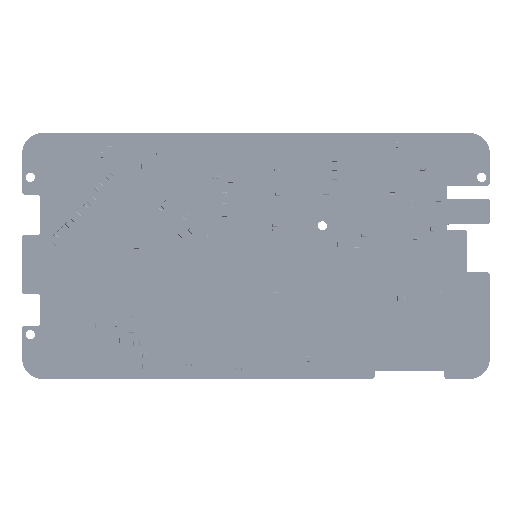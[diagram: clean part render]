
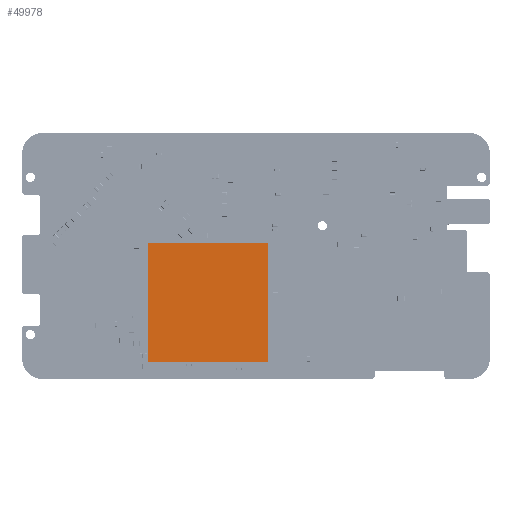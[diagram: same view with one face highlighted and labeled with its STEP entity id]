
A CAD part, top view. The second image highlights one B-rep face of the part: STEP entity #49978.
In plain terms, the highlighted planar face has unit normal (0, 0, 1).
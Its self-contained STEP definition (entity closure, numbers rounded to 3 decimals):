
#49664 = VERTEX_POINT('',#49665);
#49665 = CARTESIAN_POINT('',(-11.702,11.702,1.6));
#49672 = PLANE('',#49673);
#49673 = AXIS2_PLACEMENT_3D('',#49674,#49675,#49676);
#49674 = CARTESIAN_POINT('',(-11.702,11.702,0.));
#49675 = DIRECTION('',(0.,1.,0.));
#49676 = DIRECTION('',(1.,0.,0.));
#49684 = PLANE('',#49685);
#49685 = AXIS2_PLACEMENT_3D('',#49686,#49687,#49688);
#49686 = CARTESIAN_POINT('',(-11.702,-11.702,0.));
#49687 = DIRECTION('',(-1.,0.,0.));
#49688 = DIRECTION('',(0.,1.,0.));
#49696 = EDGE_CURVE('',#49664,#49697,#49699,.T.);
#49697 = VERTEX_POINT('',#49698);
#49698 = CARTESIAN_POINT('',(11.702,11.702,1.6));
#49699 = SURFACE_CURVE('',#49700,(#49704,#49711),.PCURVE_S1.);
#49700 = LINE('',#49701,#49702);
#49701 = CARTESIAN_POINT('',(-11.702,11.702,1.6));
#49702 = VECTOR('',#49703,1.);
#49703 = DIRECTION('',(1.,0.,0.));
#49704 = PCURVE('',#49672,#49705);
#49705 = DEFINITIONAL_REPRESENTATION('',(#49706),#49710);
#49706 = LINE('',#49707,#49708);
#49707 = CARTESIAN_POINT('',(0.,-1.6));
#49708 = VECTOR('',#49709,1.);
#49709 = DIRECTION('',(1.,0.));
#49710 = ( GEOMETRIC_REPRESENTATION_CONTEXT(2) 
PARAMETRIC_REPRESENTATION_CONTEXT() REPRESENTATION_CONTEXT('2D SPACE',''
  ) );
#49711 = PCURVE('',#49712,#49717);
#49712 = PLANE('',#49713);
#49713 = AXIS2_PLACEMENT_3D('',#49714,#49715,#49716);
#49714 = CARTESIAN_POINT('',(-11.702,11.702,1.6));
#49715 = DIRECTION('',(0.,0.,1.));
#49716 = DIRECTION('',(1.,0.,0.));
#49717 = DEFINITIONAL_REPRESENTATION('',(#49718),#49722);
#49718 = LINE('',#49719,#49720);
#49719 = CARTESIAN_POINT('',(0.,0.));
#49720 = VECTOR('',#49721,1.);
#49721 = DIRECTION('',(1.,0.));
#49722 = ( GEOMETRIC_REPRESENTATION_CONTEXT(2) 
PARAMETRIC_REPRESENTATION_CONTEXT() REPRESENTATION_CONTEXT('2D SPACE',''
  ) );
#49740 = PLANE('',#49741);
#49741 = AXIS2_PLACEMENT_3D('',#49742,#49743,#49744);
#49742 = CARTESIAN_POINT('',(11.702,11.702,0.));
#49743 = DIRECTION('',(1.,0.,0.));
#49744 = DIRECTION('',(0.,-1.,0.));
#49782 = EDGE_CURVE('',#49697,#49783,#49785,.T.);
#49783 = VERTEX_POINT('',#49784);
#49784 = CARTESIAN_POINT('',(11.702,-11.702,1.6));
#49785 = SURFACE_CURVE('',#49786,(#49790,#49797),.PCURVE_S1.);
#49786 = LINE('',#49787,#49788);
#49787 = CARTESIAN_POINT('',(11.702,11.702,1.6));
#49788 = VECTOR('',#49789,1.);
#49789 = DIRECTION('',(0.,-1.,0.));
#49790 = PCURVE('',#49740,#49791);
#49791 = DEFINITIONAL_REPRESENTATION('',(#49792),#49796);
#49792 = LINE('',#49793,#49794);
#49793 = CARTESIAN_POINT('',(0.,-1.6));
#49794 = VECTOR('',#49795,1.);
#49795 = DIRECTION('',(1.,0.));
#49796 = ( GEOMETRIC_REPRESENTATION_CONTEXT(2) 
PARAMETRIC_REPRESENTATION_CONTEXT() REPRESENTATION_CONTEXT('2D SPACE',''
  ) );
#49797 = PCURVE('',#49712,#49798);
#49798 = DEFINITIONAL_REPRESENTATION('',(#49799),#49803);
#49799 = LINE('',#49800,#49801);
#49800 = CARTESIAN_POINT('',(23.403,0.));
#49801 = VECTOR('',#49802,1.);
#49802 = DIRECTION('',(0.,-1.));
#49803 = ( GEOMETRIC_REPRESENTATION_CONTEXT(2) 
PARAMETRIC_REPRESENTATION_CONTEXT() REPRESENTATION_CONTEXT('2D SPACE',''
  ) );
#49821 = PLANE('',#49822);
#49822 = AXIS2_PLACEMENT_3D('',#49823,#49824,#49825);
#49823 = CARTESIAN_POINT('',(11.702,-11.702,0.));
#49824 = DIRECTION('',(0.,-1.,0.));
#49825 = DIRECTION('',(-1.,0.,0.));
#49858 = EDGE_CURVE('',#49783,#49859,#49861,.T.);
#49859 = VERTEX_POINT('',#49860);
#49860 = CARTESIAN_POINT('',(-11.702,-11.702,1.6));
#49861 = SURFACE_CURVE('',#49862,(#49866,#49873),.PCURVE_S1.);
#49862 = LINE('',#49863,#49864);
#49863 = CARTESIAN_POINT('',(11.702,-11.702,1.6));
#49864 = VECTOR('',#49865,1.);
#49865 = DIRECTION('',(-1.,0.,0.));
#49866 = PCURVE('',#49821,#49867);
#49867 = DEFINITIONAL_REPRESENTATION('',(#49868),#49872);
#49868 = LINE('',#49869,#49870);
#49869 = CARTESIAN_POINT('',(0.,-1.6));
#49870 = VECTOR('',#49871,1.);
#49871 = DIRECTION('',(1.,0.));
#49872 = ( GEOMETRIC_REPRESENTATION_CONTEXT(2) 
PARAMETRIC_REPRESENTATION_CONTEXT() REPRESENTATION_CONTEXT('2D SPACE',''
  ) );
#49873 = PCURVE('',#49712,#49874);
#49874 = DEFINITIONAL_REPRESENTATION('',(#49875),#49879);
#49875 = LINE('',#49876,#49877);
#49876 = CARTESIAN_POINT('',(23.403,-23.403));
#49877 = VECTOR('',#49878,1.);
#49878 = DIRECTION('',(-1.,0.));
#49879 = ( GEOMETRIC_REPRESENTATION_CONTEXT(2) 
PARAMETRIC_REPRESENTATION_CONTEXT() REPRESENTATION_CONTEXT('2D SPACE',''
  ) );
#49929 = EDGE_CURVE('',#49859,#49664,#49930,.T.);
#49930 = SURFACE_CURVE('',#49931,(#49935,#49942),.PCURVE_S1.);
#49931 = LINE('',#49932,#49933);
#49932 = CARTESIAN_POINT('',(-11.702,-11.702,1.6));
#49933 = VECTOR('',#49934,1.);
#49934 = DIRECTION('',(0.,1.,0.));
#49935 = PCURVE('',#49684,#49936);
#49936 = DEFINITIONAL_REPRESENTATION('',(#49937),#49941);
#49937 = LINE('',#49938,#49939);
#49938 = CARTESIAN_POINT('',(0.,-1.6));
#49939 = VECTOR('',#49940,1.);
#49940 = DIRECTION('',(1.,0.));
#49941 = ( GEOMETRIC_REPRESENTATION_CONTEXT(2) 
PARAMETRIC_REPRESENTATION_CONTEXT() REPRESENTATION_CONTEXT('2D SPACE',''
  ) );
#49942 = PCURVE('',#49712,#49943);
#49943 = DEFINITIONAL_REPRESENTATION('',(#49944),#49948);
#49944 = LINE('',#49945,#49946);
#49945 = CARTESIAN_POINT('',(0.,-23.403));
#49946 = VECTOR('',#49947,1.);
#49947 = DIRECTION('',(0.,1.));
#49948 = ( GEOMETRIC_REPRESENTATION_CONTEXT(2) 
PARAMETRIC_REPRESENTATION_CONTEXT() REPRESENTATION_CONTEXT('2D SPACE',''
  ) );
#49978 = ADVANCED_FACE('',(#49979),#49712,.T.);
#49979 = FACE_BOUND('',#49980,.F.);
#49980 = EDGE_LOOP('',(#49981,#49982,#49983,#49984));
#49981 = ORIENTED_EDGE('',*,*,#49696,.T.);
#49982 = ORIENTED_EDGE('',*,*,#49782,.T.);
#49983 = ORIENTED_EDGE('',*,*,#49858,.T.);
#49984 = ORIENTED_EDGE('',*,*,#49929,.T.);
